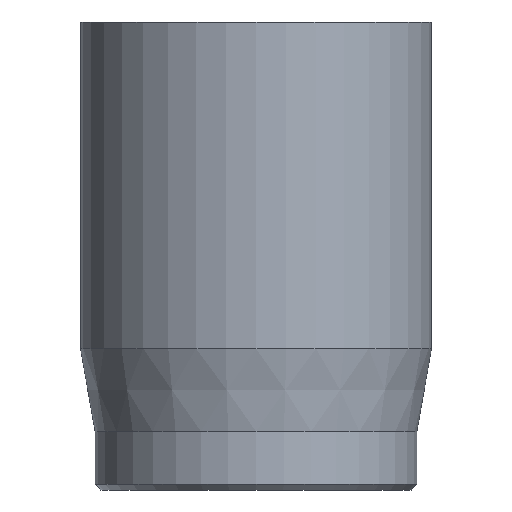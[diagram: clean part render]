
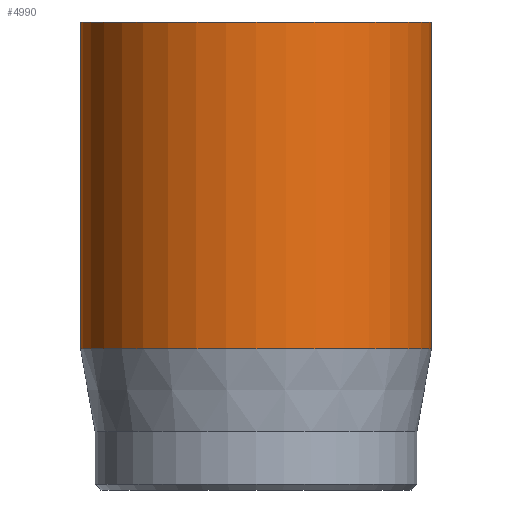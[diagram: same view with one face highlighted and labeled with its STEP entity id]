
A CAD part, front view. The second image highlights one B-rep face of the part: STEP entity #4990.
In plain terms, the highlighted cylindrical face has radius 3 mm (diameter 6 mm), a full revolution.
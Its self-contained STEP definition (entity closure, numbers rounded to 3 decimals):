
#31=CYLINDRICAL_SURFACE('',#5185,3.);
#45=CIRCLE('',#5154,3.);
#57=CIRCLE('',#5183,3.);
#58=CIRCLE('',#5184,3.);
#459=FACE_OUTER_BOUND('',#764,.T.);
#764=EDGE_LOOP('',(#4465,#4466,#4467,#4468,#4469));
#1136=LINE('',#9440,#1514);
#1514=VECTOR('',#5795,3.);
#2315=VERTEX_POINT('',#9387);
#2327=VERTEX_POINT('',#9434);
#2328=VERTEX_POINT('',#9435);
#3027=EDGE_CURVE('',#2315,#2315,#45,.T.);
#3045=EDGE_CURVE('',#2327,#2328,#57,.T.);
#3046=EDGE_CURVE('',#2328,#2327,#58,.T.);
#3048=EDGE_CURVE('',#2315,#2327,#1136,.T.);
#4465=ORIENTED_EDGE('',*,*,#3027,.T.);
#4466=ORIENTED_EDGE('',*,*,#3048,.T.);
#4467=ORIENTED_EDGE('',*,*,#3045,.T.);
#4468=ORIENTED_EDGE('',*,*,#3046,.T.);
#4469=ORIENTED_EDGE('',*,*,#3048,.F.);
#4990=ADVANCED_FACE('',(#459),#31,.T.);
#5154=AXIS2_PLACEMENT_3D('',#9388,#5724,#5725);
#5183=AXIS2_PLACEMENT_3D('',#9436,#5788,#5789);
#5184=AXIS2_PLACEMENT_3D('',#9437,#5790,#5791);
#5185=AXIS2_PLACEMENT_3D('',#9439,#5793,#5794);
#5724=DIRECTION('center_axis',(0.,0.,-1.));
#5725=DIRECTION('ref_axis',(-1.,0.,0.));
#5788=DIRECTION('center_axis',(0.,0.,1.));
#5789=DIRECTION('ref_axis',(-1.,0.,0.));
#5790=DIRECTION('center_axis',(0.,0.,1.));
#5791=DIRECTION('ref_axis',(-1.,0.,0.));
#5793=DIRECTION('center_axis',(0.,0.,1.));
#5794=DIRECTION('ref_axis',(-1.,0.,0.));
#5795=DIRECTION('',(0.,0.,-1.));
#9387=CARTESIAN_POINT('',(3.,0.,8.));
#9388=CARTESIAN_POINT('Origin',(0.,0.,8.));
#9434=CARTESIAN_POINT('',(3.,0.,2.418));
#9435=CARTESIAN_POINT('',(-3.,0.,2.418));
#9436=CARTESIAN_POINT('Origin',(0.,0.,2.418));
#9437=CARTESIAN_POINT('Origin',(0.,0.,2.418));
#9439=CARTESIAN_POINT('Origin',(0.,0.,0.));
#9440=CARTESIAN_POINT('',(3.,0.,0.));
